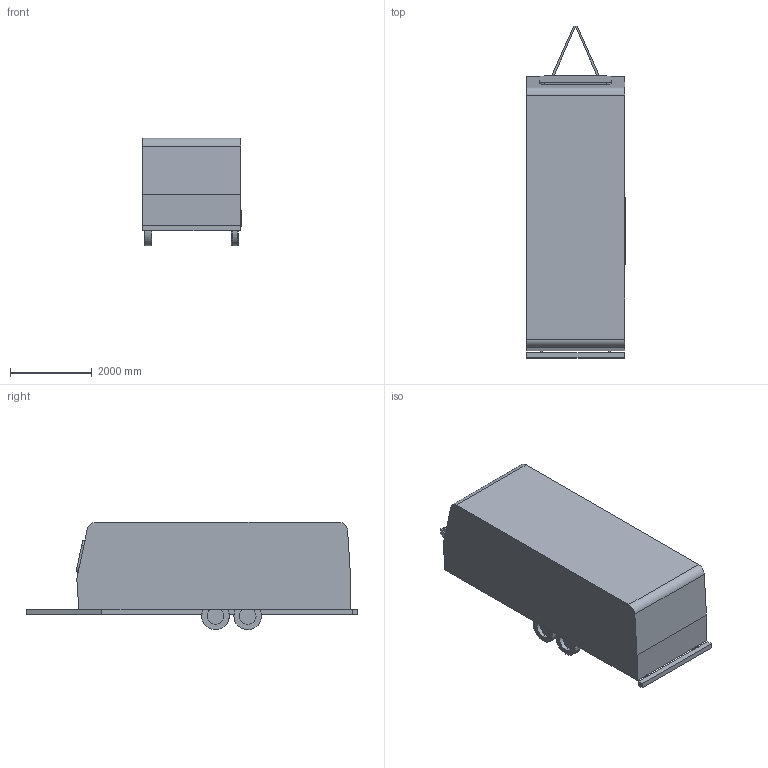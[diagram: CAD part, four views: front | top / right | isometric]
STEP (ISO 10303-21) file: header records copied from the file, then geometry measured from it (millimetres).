
FILE_DESCRIPTION(/* description */ (''),/* implementation_level */ '2;1');
FILE_NAME(/* name */ 'van',/* time_stamp */ '2025-01-18T20:53:55-07:00',/* author */ (''),/* organization */ (''),/* preprocessor_version */ 'ST-DEVELOPER v19.2',/* originating_system */ 'Rhino 8.14',/* authorisation */ '');
FILE_SCHEMA (('CONFIG_CONTROL_DESIGN'));
Length unit declared in the file: metre
Products named in the file (1): Document
Bounding box: 2413 x 8104.08 x 2622.55 mm (x, y, z)
Surface area: 67338268.2 mm2 (no closed solid volume)
Topology: 0 solids, 210 shells, 228 faces, 1056 edges, 1020 vertices
Faces by surface type: plane 142, cylinder 78, bspline 8
Entity records: 11400 total; most frequent: CARTESIAN_POINT 4004, ORIENTED_EDGE 1092, EDGE_CURVE 1056, VERTEX_POINT 1020, DIRECTION 868, B_SPLINE_CURVE_WITH_KNOTS 734, AXIS2_PLACEMENT_3D 544, CIRCLE 322
